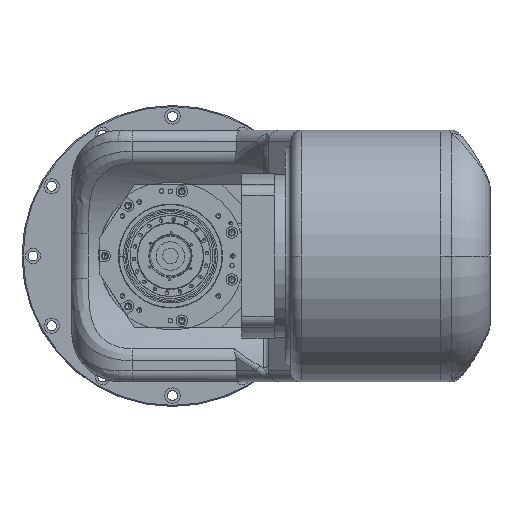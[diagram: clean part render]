
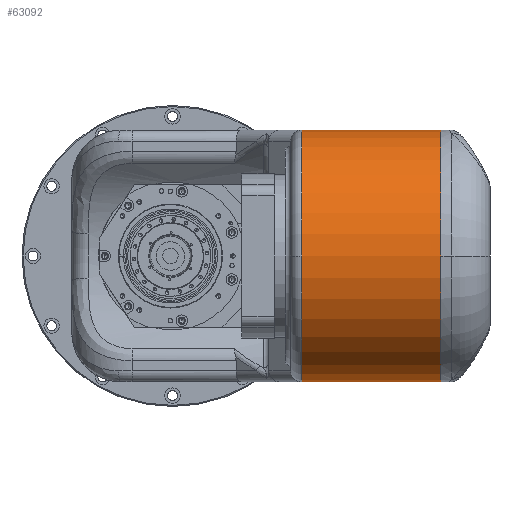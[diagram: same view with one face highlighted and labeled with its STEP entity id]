
A CAD part, front view. The second image highlights one B-rep face of the part: STEP entity #63092.
In plain terms, the highlighted cylindrical face has radius 115 mm (diameter 230 mm), a partial arc.
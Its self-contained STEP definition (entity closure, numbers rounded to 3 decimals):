
#11 = CARTESIAN_POINT ( 'NONE',  ( 129.899, -55.844, -115. ) ) ;
#492 = VERTEX_POINT ( 'NONE', #97621 ) ;
#5492 = EDGE_CURVE ( 'NONE', #73475, #97905, #6217, .T. ) ;
#6217 = CIRCLE ( 'NONE', #29849, 115. ) ;
#9891 = DIRECTION ( 'NONE',  ( 1., 0., 0. ) ) ;
#12192 = CYLINDRICAL_SURFACE ( 'NONE', #76926, 115. ) ;
#12855 = DIRECTION ( 'NONE',  ( -1., 0., 0. ) ) ;
#16635 = EDGE_CURVE ( 'NONE', #92603, #46269, #74540, .T. ) ;
#24933 = DIRECTION ( 'NONE',  ( -1., 0., 0. ) ) ;
#26556 = CARTESIAN_POINT ( 'NONE',  ( 129.899, -55.844, 0. ) ) ;
#27704 = EDGE_CURVE ( 'NONE', #46269, #97905, #59800, .T. ) ;
#29849 = AXIS2_PLACEMENT_3D ( 'NONE', #56799, #9891, #81724 ) ;
#35544 = DIRECTION ( 'NONE',  ( 1., 0., 0. ) ) ;
#39614 = AXIS2_PLACEMENT_3D ( 'NONE', #68661, #86119, #53914 ) ;
#45181 = ORIENTED_EDGE ( 'NONE', *, *, #60578, .T. ) ;
#46269 = VERTEX_POINT ( 'NONE', #11 ) ;
#52775 = ORIENTED_EDGE ( 'NONE', *, *, #27704, .F. ) ;
#53914 = DIRECTION ( 'NONE',  ( 0., 0., -1. ) ) ;
#54714 = CARTESIAN_POINT ( 'NONE',  ( 129.899, -55.844, 115. ) ) ;
#56799 = CARTESIAN_POINT ( 'NONE',  ( 2.899, -55.844, 0. ) ) ;
#59800 = LINE ( 'NONE', #93353, #71072 ) ;
#60578 = EDGE_CURVE ( 'NONE', #492, #73475, #73356, .T. ) ;
#60634 = DIRECTION ( 'NONE',  ( 1., 0., 0. ) ) ;
#62199 = EDGE_CURVE ( 'NONE', #492, #92603, #72896, .T. ) ;
#63092 = ADVANCED_FACE ( 'NONE', ( #71962 ), #12192, .T. ) ;
#68661 = CARTESIAN_POINT ( 'NONE',  ( 2.899, -55.844, 0. ) ) ;
#68820 = EDGE_LOOP ( 'NONE', ( #45181, #95740, #52775, #86757, #102638 ) ) ;
#71072 = VECTOR ( 'NONE', #12855, 1000. ) ;
#71962 = FACE_OUTER_BOUND ( 'NONE', #68820, .T. ) ;
#72299 = CARTESIAN_POINT ( 'NONE',  ( 2.899, -170.844, 0. ) ) ;
#72363 = CARTESIAN_POINT ( 'NONE',  ( -48.601, -55.844, 0. ) ) ;
#72896 = LINE ( 'NONE', #77811, #74075 ) ;
#73356 = CIRCLE ( 'NONE', #39614, 115. ) ;
#73475 = VERTEX_POINT ( 'NONE', #72299 ) ;
#74075 = VECTOR ( 'NONE', #60634, 1000. ) ;
#74372 = AXIS2_PLACEMENT_3D ( 'NONE', #26556, #35544, #90696 ) ;
#74540 = CIRCLE ( 'NONE', #74372, 115. ) ;
#76926 = AXIS2_PLACEMENT_3D ( 'NONE', #72363, #24933, #96054 ) ;
#77811 = CARTESIAN_POINT ( 'NONE',  ( 119.899, -55.844, 115. ) ) ;
#81724 = DIRECTION ( 'NONE',  ( 0., 0., -1. ) ) ;
#85748 = CARTESIAN_POINT ( 'NONE',  ( 2.899, -55.844, -115. ) ) ;
#86119 = DIRECTION ( 'NONE',  ( 1., 0., 0. ) ) ;
#86757 = ORIENTED_EDGE ( 'NONE', *, *, #16635, .F. ) ;
#90696 = DIRECTION ( 'NONE',  ( 0., 1., 0. ) ) ;
#92603 = VERTEX_POINT ( 'NONE', #54714 ) ;
#93353 = CARTESIAN_POINT ( 'NONE',  ( -48.601, -55.844, -115. ) ) ;
#95740 = ORIENTED_EDGE ( 'NONE', *, *, #5492, .T. ) ;
#96054 = DIRECTION ( 'NONE',  ( 0., 0., 1. ) ) ;
#97621 = CARTESIAN_POINT ( 'NONE',  ( 2.899, -55.844, 115. ) ) ;
#97905 = VERTEX_POINT ( 'NONE', #85748 ) ;
#102638 = ORIENTED_EDGE ( 'NONE', *, *, #62199, .F. ) ;
